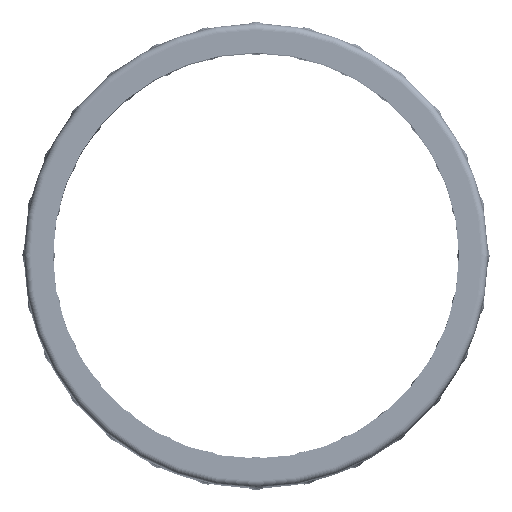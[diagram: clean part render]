
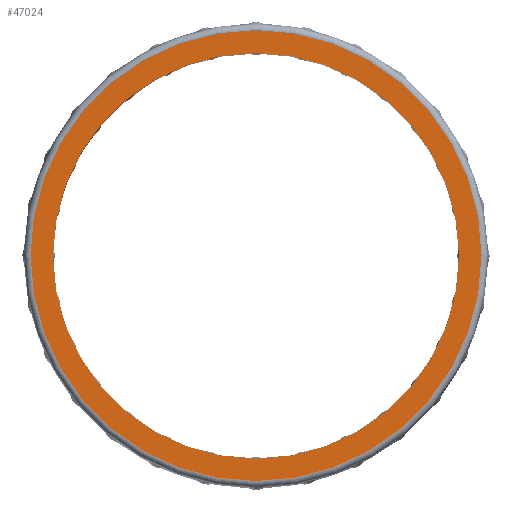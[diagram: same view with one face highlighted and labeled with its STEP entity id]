
A CAD part, top view. The second image highlights one B-rep face of the part: STEP entity #47024.
In plain terms, the highlighted planar face has unit normal (0, 0, 1).
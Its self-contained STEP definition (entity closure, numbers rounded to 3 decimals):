
#852 = EDGE_CURVE ( 'NONE', #28068, #30164, #36946, .T. ) ;
#2832 = FACE_BOUND ( 'NONE', #46600, .T. ) ;
#6451 = CARTESIAN_POINT ( 'NONE',  ( 0., 0., 0. ) ) ;
#6596 = CARTESIAN_POINT ( 'NONE',  ( 0., 0., 0. ) ) ;
#7478 = AXIS2_PLACEMENT_3D ( 'NONE', #39931, #35202, #25638 ) ;
#7784 = VERTEX_POINT ( 'NONE', #58139 ) ;
#12084 = EDGE_CURVE ( 'NONE', #61447, #7784, #32121, .T. ) ;
#16698 = ORIENTED_EDGE ( 'NONE', *, *, #12084, .T. ) ;
#17310 = EDGE_CURVE ( 'NONE', #30164, #28068, #17408, .T. ) ;
#17408 = CIRCLE ( 'NONE', #35734, 31.5 ) ;
#17684 = EDGE_CURVE ( 'NONE', #7784, #61447, #25119, .T. ) ;
#19886 = CARTESIAN_POINT ( 'NONE',  ( 0., 0., 0. ) ) ;
#25119 = CIRCLE ( 'NONE', #7478, 35. ) ;
#25385 = AXIS2_PLACEMENT_3D ( 'NONE', #6596, #60132, #40582 ) ;
#25638 = DIRECTION ( 'NONE',  ( 1., 0., 0. ) ) ;
#26495 = PLANE ( 'NONE',  #25385 ) ;
#27248 = CARTESIAN_POINT ( 'NONE',  ( 31.5, 0., 0. ) ) ;
#28068 = VERTEX_POINT ( 'NONE', #27248 ) ;
#29516 = DIRECTION ( 'NONE',  ( 0., 0., 1. ) ) ;
#30164 = VERTEX_POINT ( 'NONE', #59813 ) ;
#32121 = CIRCLE ( 'NONE', #55237, 35. ) ;
#32529 = ORIENTED_EDGE ( 'NONE', *, *, #852, .F. ) ;
#34089 = CARTESIAN_POINT ( 'NONE',  ( -35., 0., 0. ) ) ;
#35202 = DIRECTION ( 'NONE',  ( 0., 0., 1. ) ) ;
#35734 = AXIS2_PLACEMENT_3D ( 'NONE', #6451, #40632, #45505 ) ;
#36272 = CARTESIAN_POINT ( 'NONE',  ( 0., 0., 0. ) ) ;
#36946 = CIRCLE ( 'NONE', #55197, 31.5 ) ;
#38548 = ORIENTED_EDGE ( 'NONE', *, *, #17310, .F. ) ;
#39931 = CARTESIAN_POINT ( 'NONE',  ( 0., 0., 0. ) ) ;
#40582 = DIRECTION ( 'NONE',  ( 1., 0., 0. ) ) ;
#40632 = DIRECTION ( 'NONE',  ( 0., 0., 1. ) ) ;
#40795 = DIRECTION ( 'NONE',  ( 0., 0., 1. ) ) ;
#40802 = EDGE_LOOP ( 'NONE', ( #46124, #16698 ) ) ;
#45505 = DIRECTION ( 'NONE',  ( 1., 0., 0. ) ) ;
#46124 = ORIENTED_EDGE ( 'NONE', *, *, #17684, .T. ) ;
#46600 = EDGE_LOOP ( 'NONE', ( #32529, #38548 ) ) ;
#47024 = ADVANCED_FACE ( 'NONE', ( #51706, #2832 ), #26495, .T. ) ;
#47850 = DIRECTION ( 'NONE',  ( 1., 0., 0. ) ) ;
#51706 = FACE_OUTER_BOUND ( 'NONE', #40802, .T. ) ;
#55197 = AXIS2_PLACEMENT_3D ( 'NONE', #19886, #29516, #47850 ) ;
#55237 = AXIS2_PLACEMENT_3D ( 'NONE', #36272, #40795, #59717 ) ;
#58139 = CARTESIAN_POINT ( 'NONE',  ( 35., 0., 0. ) ) ;
#59717 = DIRECTION ( 'NONE',  ( 1., 0., 0. ) ) ;
#59813 = CARTESIAN_POINT ( 'NONE',  ( -31.5, 0., 0. ) ) ;
#60132 = DIRECTION ( 'NONE',  ( 0., 0., 1. ) ) ;
#61447 = VERTEX_POINT ( 'NONE', #34089 ) ;
